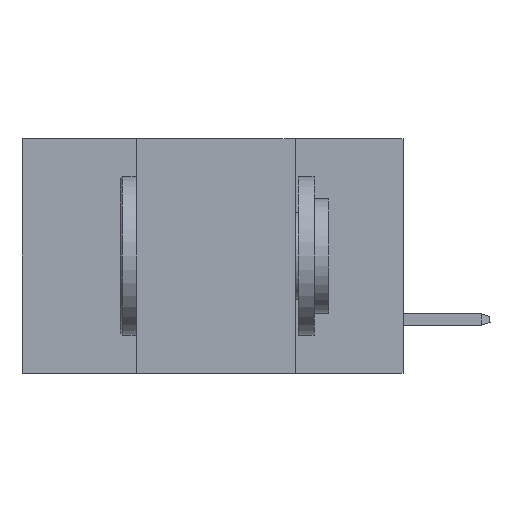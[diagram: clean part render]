
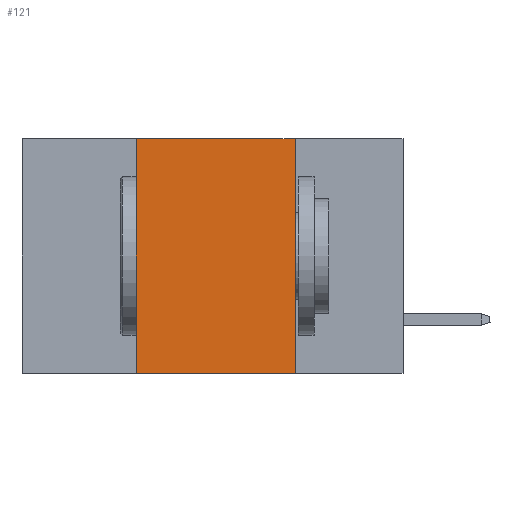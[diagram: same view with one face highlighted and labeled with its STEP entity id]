
A CAD part, left-side view. The second image highlights one B-rep face of the part: STEP entity #121.
In plain terms, the highlighted planar face has unit normal (-1, 0, 0).
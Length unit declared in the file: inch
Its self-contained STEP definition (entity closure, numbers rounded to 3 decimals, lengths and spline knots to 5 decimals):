
#121 = ADVANCED_FACE ( 'NONE', ( #5743 ), #7229, .F. ) ;
#167 = LINE ( 'NONE', #4692, #7272 ) ;
#225 = ORIENTED_EDGE ( 'NONE', *, *, #3914, .T. ) ;
#480 = VECTOR ( 'NONE', #9118, 39.37008 ) ;
#615 = EDGE_CURVE ( 'NONE', #4166, #3825, #18085, .T. ) ;
#1195 = VERTEX_POINT ( 'NONE', #18534 ) ;
#3099 = CARTESIAN_POINT ( 'NONE',  ( 0., 0.17, 0. ) ) ;
#3172 = CARTESIAN_POINT ( 'NONE',  ( 0., 0.42, -0.37 ) ) ;
#3663 = VECTOR ( 'NONE', #7114, 39.37008 ) ;
#3762 = VECTOR ( 'NONE', #18020, 39.37008 ) ;
#3825 = VERTEX_POINT ( 'NONE', #14771 ) ;
#3914 = EDGE_CURVE ( 'NONE', #11256, #3825, #13463, .T. ) ;
#4166 = VERTEX_POINT ( 'NONE', #14825 ) ;
#4692 = CARTESIAN_POINT ( 'NONE',  ( 0., 0.6, 0. ) ) ;
#5524 = LINE ( 'NONE', #14267, #3663 ) ;
#5743 = FACE_OUTER_BOUND ( 'NONE', #18597, .T. ) ;
#7114 = DIRECTION ( 'NONE',  ( 0., 0., 1. ) ) ;
#7229 = PLANE ( 'NONE',  #18985 ) ;
#7272 = VECTOR ( 'NONE', #16528, 39.37008 ) ;
#9118 = DIRECTION ( 'NONE',  ( 0., 0., -1. ) ) ;
#9876 = EDGE_CURVE ( 'NONE', #11256, #1195, #5524, .T. ) ;
#9938 = ORIENTED_EDGE ( 'NONE', *, *, #615, .F. ) ;
#10595 = DIRECTION ( 'NONE',  ( 0., 0., -1. ) ) ;
#11256 = VERTEX_POINT ( 'NONE', #3172 ) ;
#11718 = CARTESIAN_POINT ( 'NONE',  ( 0., 0.6, 0. ) ) ;
#12009 = CARTESIAN_POINT ( 'NONE',  ( 0., 0.6, -0.37 ) ) ;
#13463 = LINE ( 'NONE', #12009, #3762 ) ;
#14267 = CARTESIAN_POINT ( 'NONE',  ( 0., 0.42, 0. ) ) ;
#14771 = CARTESIAN_POINT ( 'NONE',  ( 0., 0.17, -0.37 ) ) ;
#14825 = CARTESIAN_POINT ( 'NONE',  ( 0., 0.17, 0. ) ) ;
#15514 = ORIENTED_EDGE ( 'NONE', *, *, #15736, .F. ) ;
#15736 = EDGE_CURVE ( 'NONE', #1195, #4166, #167, .T. ) ;
#16260 = ORIENTED_EDGE ( 'NONE', *, *, #9876, .F. ) ;
#16517 = DIRECTION ( 'NONE',  ( 1., 0., 0. ) ) ;
#16528 = DIRECTION ( 'NONE',  ( 0., -1., 0. ) ) ;
#18020 = DIRECTION ( 'NONE',  ( 0., -1., 0. ) ) ;
#18085 = LINE ( 'NONE', #3099, #480 ) ;
#18534 = CARTESIAN_POINT ( 'NONE',  ( 0., 0.42, 0. ) ) ;
#18597 = EDGE_LOOP ( 'NONE', ( #9938, #15514, #16260, #225 ) ) ;
#18985 = AXIS2_PLACEMENT_3D ( 'NONE', #11718, #16517, #10595 ) ;
